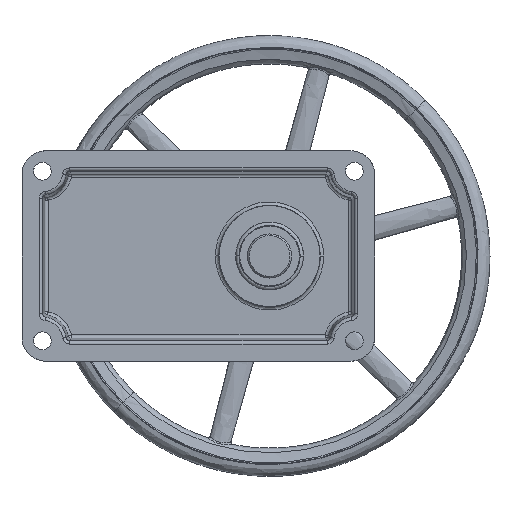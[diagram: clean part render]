
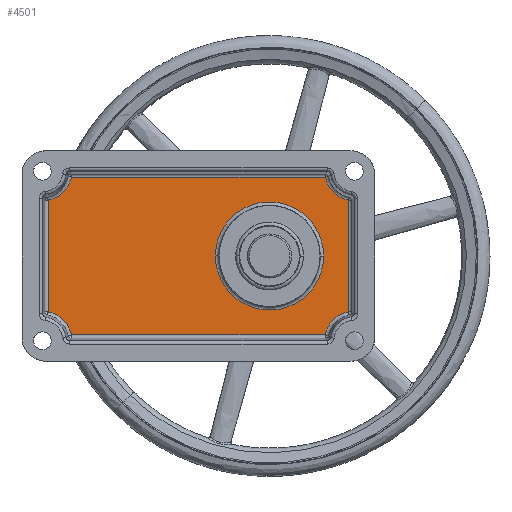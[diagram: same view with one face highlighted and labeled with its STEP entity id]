
A CAD part, front view. The second image highlights one B-rep face of the part: STEP entity #4501.
In plain terms, the highlighted free-form (B-spline) face has degree [1, 1] with [2, 2] control points.
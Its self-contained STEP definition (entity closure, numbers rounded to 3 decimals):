
#4461 = EDGE_CURVE('',#4462,#4464,#4466,.T.);
#4462 = VERTEX_POINT('',#4463);
#4463 = CARTESIAN_POINT('',(116.562,209.021,
    0.));
#4464 = VERTEX_POINT('',#4465);
#4465 = CARTESIAN_POINT('',(-116.562,209.021,
    0.));
#4466 = ( BOUNDED_CURVE() B_SPLINE_CURVE(2,(#4467,#4468,#4469,#4470,
#4471),.UNSPECIFIED.,.F.,.F.) B_SPLINE_CURVE_WITH_KNOTS((3,2,3),(0.,
1.571,3.142),.PIECEWISE_BEZIER_KNOTS.) CURVE() 
GEOMETRIC_REPRESENTATION_ITEM() RATIONAL_B_SPLINE_CURVE((1.,
0.707,1.,0.707,1.)) REPRESENTATION_ITEM('') );
#4467 = CARTESIAN_POINT('',(116.562,209.021,0.));
#4468 = CARTESIAN_POINT('',(116.562,209.021,
    116.562));
#4469 = CARTESIAN_POINT('',(0.,209.021,
    116.562));
#4470 = CARTESIAN_POINT('',(-116.562,209.021,
    116.562));
#4471 = CARTESIAN_POINT('',(-116.562,209.021,
    0.));
#4501 = ADVANCED_FACE('',(#4502,#4564),#4575,.T.);
#4502 = FACE_BOUND('',#4503,.F.);
#4503 = EDGE_LOOP('',(#4504,#4513,#4521,#4528,#4536,#4543,#4551,#4558));
#4504 = ORIENTED_EDGE('',*,*,#4505,.T.);
#4505 = EDGE_CURVE('',#4506,#4508,#4510,.T.);
#4506 = VERTEX_POINT('',#4507);
#4507 = CARTESIAN_POINT('',(-476.984,209.021,
    -120.143));
#4508 = VERTEX_POINT('',#4509);
#4509 = CARTESIAN_POINT('',(-476.984,209.021,
    120.143));
#4510 = B_SPLINE_CURVE_WITH_KNOTS('',1,(#4511,#4512),.UNSPECIFIED.,.F.,
  .F.,(2,2),(0.,164.39),.PIECEWISE_BEZIER_KNOTS.);
#4511 = CARTESIAN_POINT('',(-476.984,209.021,
    -120.143));
#4512 = CARTESIAN_POINT('',(-476.984,209.021,
    120.143));
#4513 = ORIENTED_EDGE('',*,*,#4514,.T.);
#4514 = EDGE_CURVE('',#4508,#4515,#4517,.T.);
#4515 = VERTEX_POINT('',#4516);
#4516 = CARTESIAN_POINT('',(-427.097,209.021,
    170.03));
#4517 = ( BOUNDED_CURVE() B_SPLINE_CURVE(2,(#4518,#4519,#4520),
.UNSPECIFIED.,.F.,.F.) B_SPLINE_CURVE_WITH_KNOTS((3,3),(0.,
1.171),.PIECEWISE_BEZIER_KNOTS.) CURVE() 
GEOMETRIC_REPRESENTATION_ITEM() RATIONAL_B_SPLINE_CURVE((1.,
0.833,1.)) REPRESENTATION_ITEM('') );
#4518 = CARTESIAN_POINT('',(-476.984,209.021,
    120.143));
#4519 = CARTESIAN_POINT('',(-435.504,209.021,
    128.55));
#4520 = CARTESIAN_POINT('',(-427.097,209.021,
    170.03));
#4521 = ORIENTED_EDGE('',*,*,#4522,.T.);
#4522 = EDGE_CURVE('',#4515,#4523,#4525,.T.);
#4523 = VERTEX_POINT('',#4524);
#4524 = CARTESIAN_POINT('',(120.143,209.021,
    170.03));
#4525 = B_SPLINE_CURVE_WITH_KNOTS('',1,(#4526,#4527),.UNSPECIFIED.,.F.,
  .F.,(2,2),(0.,374.39),
  .PIECEWISE_BEZIER_KNOTS.);
#4526 = CARTESIAN_POINT('',(-427.097,209.021,
    170.03));
#4527 = CARTESIAN_POINT('',(120.143,209.021,
    170.03));
#4528 = ORIENTED_EDGE('',*,*,#4529,.T.);
#4529 = EDGE_CURVE('',#4523,#4530,#4532,.T.);
#4530 = VERTEX_POINT('',#4531);
#4531 = CARTESIAN_POINT('',(170.03,209.021,
    120.143));
#4532 = ( BOUNDED_CURVE() B_SPLINE_CURVE(2,(#4533,#4534,#4535),
.UNSPECIFIED.,.F.,.F.) B_SPLINE_CURVE_WITH_KNOTS((3,3),(0.,
1.171),.PIECEWISE_BEZIER_KNOTS.) CURVE() 
GEOMETRIC_REPRESENTATION_ITEM() RATIONAL_B_SPLINE_CURVE((1.,
0.833,1.)) REPRESENTATION_ITEM('') );
#4533 = CARTESIAN_POINT('',(120.143,209.021,
    170.03));
#4534 = CARTESIAN_POINT('',(128.55,209.021,
    128.55));
#4535 = CARTESIAN_POINT('',(170.03,209.021,
    120.143));
#4536 = ORIENTED_EDGE('',*,*,#4537,.T.);
#4537 = EDGE_CURVE('',#4530,#4538,#4540,.T.);
#4538 = VERTEX_POINT('',#4539);
#4539 = CARTESIAN_POINT('',(170.03,209.021,
    -120.143));
#4540 = B_SPLINE_CURVE_WITH_KNOTS('',1,(#4541,#4542),.UNSPECIFIED.,.F.,
  .F.,(2,2),(0.,164.39),
  .PIECEWISE_BEZIER_KNOTS.);
#4541 = CARTESIAN_POINT('',(170.03,209.021,
    120.143));
#4542 = CARTESIAN_POINT('',(170.03,209.021,
    -120.143));
#4543 = ORIENTED_EDGE('',*,*,#4544,.T.);
#4544 = EDGE_CURVE('',#4538,#4545,#4547,.T.);
#4545 = VERTEX_POINT('',#4546);
#4546 = CARTESIAN_POINT('',(120.143,209.021,
    -170.03));
#4547 = ( BOUNDED_CURVE() B_SPLINE_CURVE(2,(#4548,#4549,#4550),
.UNSPECIFIED.,.F.,.F.) B_SPLINE_CURVE_WITH_KNOTS((3,3),(0.,
1.171),.PIECEWISE_BEZIER_KNOTS.) CURVE() 
GEOMETRIC_REPRESENTATION_ITEM() RATIONAL_B_SPLINE_CURVE((1.,
0.833,1.)) REPRESENTATION_ITEM('') );
#4548 = CARTESIAN_POINT('',(170.03,209.021,
    -120.143));
#4549 = CARTESIAN_POINT('',(128.55,209.021,
    -128.55));
#4550 = CARTESIAN_POINT('',(120.143,209.021,
    -170.03));
#4551 = ORIENTED_EDGE('',*,*,#4552,.T.);
#4552 = EDGE_CURVE('',#4545,#4553,#4555,.T.);
#4553 = VERTEX_POINT('',#4554);
#4554 = CARTESIAN_POINT('',(-427.097,209.021,
    -170.03));
#4555 = B_SPLINE_CURVE_WITH_KNOTS('',1,(#4556,#4557),.UNSPECIFIED.,.F.,
  .F.,(2,2),(0.,374.39),
  .PIECEWISE_BEZIER_KNOTS.);
#4556 = CARTESIAN_POINT('',(120.143,209.021,
    -170.03));
#4557 = CARTESIAN_POINT('',(-427.097,209.021,
    -170.03));
#4558 = ORIENTED_EDGE('',*,*,#4559,.T.);
#4559 = EDGE_CURVE('',#4553,#4506,#4560,.T.);
#4560 = ( BOUNDED_CURVE() B_SPLINE_CURVE(2,(#4561,#4562,#4563),
.UNSPECIFIED.,.F.,.F.) B_SPLINE_CURVE_WITH_KNOTS((3,3),(0.,
1.171),.PIECEWISE_BEZIER_KNOTS.) CURVE() 
GEOMETRIC_REPRESENTATION_ITEM() RATIONAL_B_SPLINE_CURVE((1.,
0.833,1.)) REPRESENTATION_ITEM('') );
#4561 = CARTESIAN_POINT('',(-427.097,209.021,
    -170.03));
#4562 = CARTESIAN_POINT('',(-435.504,209.021,
    -128.55));
#4563 = CARTESIAN_POINT('',(-476.984,209.021,
    -120.143));
#4564 = FACE_BOUND('',#4565,.F.);
#4565 = EDGE_LOOP('',(#4566,#4574));
#4566 = ORIENTED_EDGE('',*,*,#4567,.T.);
#4567 = EDGE_CURVE('',#4464,#4462,#4568,.T.);
#4568 = ( BOUNDED_CURVE() B_SPLINE_CURVE(2,(#4569,#4570,#4571,#4572,
#4573),.UNSPECIFIED.,.F.,.F.) B_SPLINE_CURVE_WITH_KNOTS((3,2,3),(0.,
1.571,3.142),.PIECEWISE_BEZIER_KNOTS.) CURVE() 
GEOMETRIC_REPRESENTATION_ITEM() RATIONAL_B_SPLINE_CURVE((1.,
0.707,1.,0.707,1.)) REPRESENTATION_ITEM('') );
#4569 = CARTESIAN_POINT('',(-116.562,209.021,0.));
#4570 = CARTESIAN_POINT('',(-116.562,209.021,
    -116.562));
#4571 = CARTESIAN_POINT('',(0.,209.021,
    -116.562));
#4572 = CARTESIAN_POINT('',(116.562,209.021,
    -116.562));
#4573 = CARTESIAN_POINT('',(116.562,209.021,
    0.));
#4574 = ORIENTED_EDGE('',*,*,#4461,.T.);
#4575 = B_SPLINE_SURFACE_WITH_KNOTS('',1,1,(
    (#4576,#4577)
    ,(#4578,#4579
    )),.UNSPECIFIED.,.F.,.F.,.F.,(2,2),(2,2),(-116.325,
    326.325),(-116.325,116.325),
  .PIECEWISE_BEZIER_KNOTS.);
#4576 = CARTESIAN_POINT('',(170.03,209.021,
    170.03));
#4577 = CARTESIAN_POINT('',(170.03,209.021,
    -170.03));
#4578 = CARTESIAN_POINT('',(-476.984,209.021,
    170.03));
#4579 = CARTESIAN_POINT('',(-476.984,209.021,
    -170.03));
